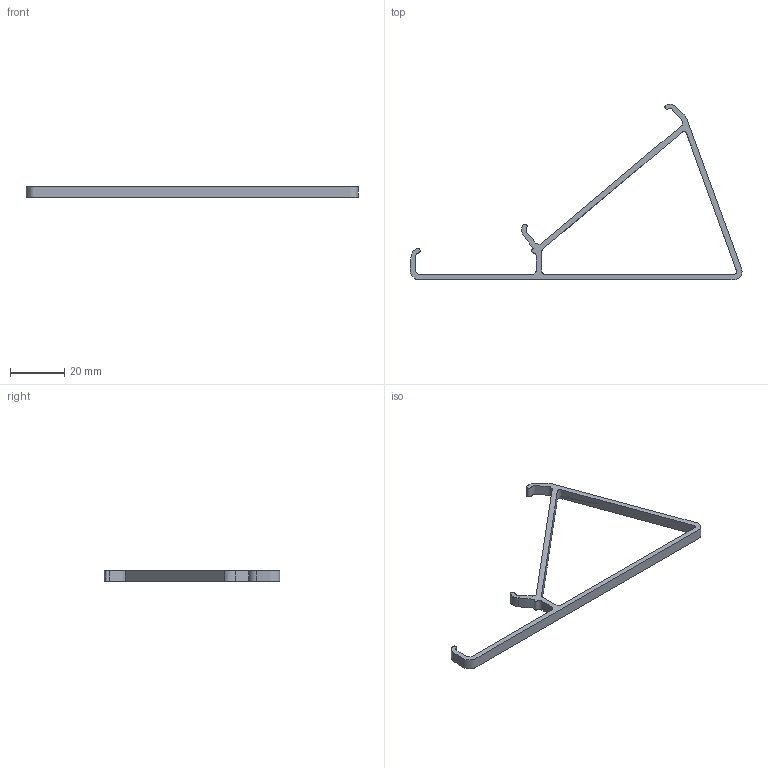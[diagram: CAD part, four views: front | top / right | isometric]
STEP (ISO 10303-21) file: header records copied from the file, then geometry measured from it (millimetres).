
FILE_DESCRIPTION(/* description */ (''),/* implementation_level */ '2;1');
FILE_NAME(/* name */ 'stand_seq',/* time_stamp */ '2020-10-31T09:58:09+01:00',/* author */ (''),/* organization */ (''),/* preprocessor_version */ 'ST-DEVELOPER v10',/* originating_system */ '',/* authorisation */ '');
FILE_SCHEMA (('CONFIG_CONTROL_DESIGN'));
Length unit declared in the file: millimetre
Products named in the file (1): 1
Bounding box: 122.92 x 64.94 x 4 mm (x, y, z)
Surface area: 12266.2 mm2
Topology: 1 solids, 1 shells, 15 faces, 39 edges, 26 vertices
Faces by surface type: bspline 11, plane 4
Entity records: 831 total; most frequent: CARTESIAN_POINT 518, ORIENTED_EDGE 78, EDGE_CURVE 39, VERTEX_POINT 26, EDGE_LOOP 17, B_SPLINE_CURVE_WITH_KNOTS 17, ADVANCED_FACE 15, FACE_OUTER_BOUND 15
